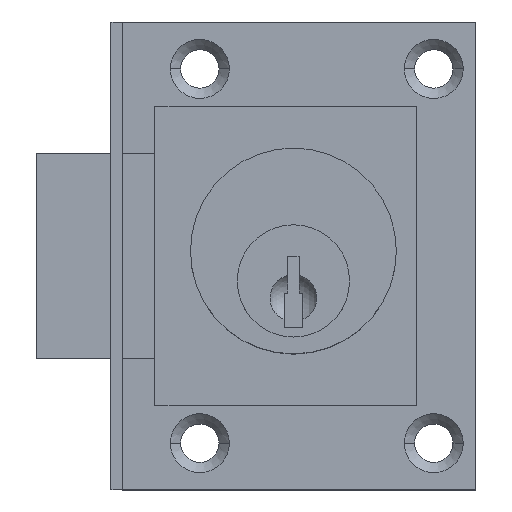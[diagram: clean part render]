
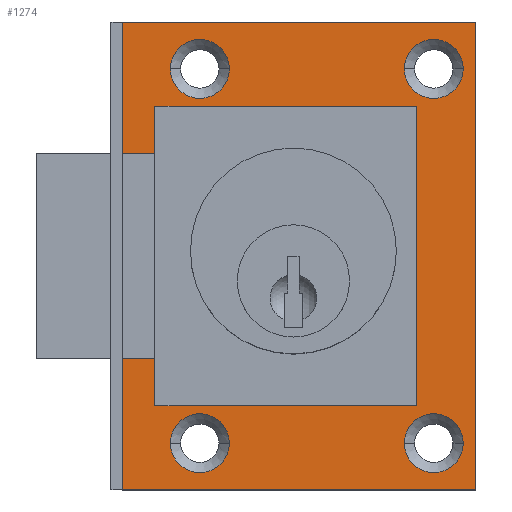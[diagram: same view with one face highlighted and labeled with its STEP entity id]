
A CAD part, top view. The second image highlights one B-rep face of the part: STEP entity #1274.
In plain terms, the highlighted planar face has unit normal (0, 0, 1).
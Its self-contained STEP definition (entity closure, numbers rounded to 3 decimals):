
#23 = AXIS2_PLACEMENT_3D ( 'NONE', #1174, #395, #485 ) ;
#50 = CARTESIAN_POINT ( 'NONE',  ( -17.5, 11., 1.2 ) ) ;
#75 = EDGE_CURVE ( 'NONE', #2086, #409, #255, .T. ) ;
#97 = EDGE_LOOP ( 'NONE', ( #2085, #567 ) ) ;
#109 = LINE ( 'NONE', #1971, #1311 ) ;
#110 = CARTESIAN_POINT ( 'NONE',  ( -19.5, -11., 1.2 ) ) ;
#182 = EDGE_CURVE ( 'NONE', #1099, #1687, #1851, .T. ) ;
#200 = ORIENTED_EDGE ( 'NONE', *, *, #1926, .T. ) ;
#216 = CARTESIAN_POINT ( 'NONE',  ( 19.5, -25., 1.2 ) ) ;
#254 = ORIENTED_EDGE ( 'NONE', *, *, #1171, .F. ) ;
#255 = LINE ( 'NONE', #1029, #2341 ) ;
#285 = VERTEX_POINT ( 'NONE', #1277 ) ;
#306 = ORIENTED_EDGE ( 'NONE', *, *, #2022, .T. ) ;
#308 = AXIS2_PLACEMENT_3D ( 'NONE', #1387, #1414, #1979 ) ;
#389 = LINE ( 'NONE', #2366, #1217 ) ;
#395 = DIRECTION ( 'NONE',  ( 0., 0., -1. ) ) ;
#409 = VERTEX_POINT ( 'NONE', #110 ) ;
#418 = CARTESIAN_POINT ( 'NONE',  ( -10., 20., 1.2 ) ) ;
#432 = LINE ( 'NONE', #619, #2358 ) ;
#440 = CARTESIAN_POINT ( 'NONE',  ( -6.85, 20., 1.2 ) ) ;
#457 = DIRECTION ( 'NONE',  ( 1., 0., 0. ) ) ;
#458 = FACE_OUTER_BOUND ( 'NONE', #722, .T. ) ;
#485 = DIRECTION ( 'NONE',  ( -1., 0., 0. ) ) ;
#502 = CARTESIAN_POINT ( 'NONE',  ( -18.3, 25., 1.2 ) ) ;
#553 = ORIENTED_EDGE ( 'NONE', *, *, #1000, .T. ) ;
#560 = ORIENTED_EDGE ( 'NONE', *, *, #2475, .F. ) ;
#567 = ORIENTED_EDGE ( 'NONE', *, *, #1237, .T. ) ;
#569 = CARTESIAN_POINT ( 'NONE',  ( -17.5, -11., 1.2 ) ) ;
#606 = VERTEX_POINT ( 'NONE', #2105 ) ;
#619 = CARTESIAN_POINT ( 'NONE',  ( 19.5, 25., 1.2 ) ) ;
#628 = ORIENTED_EDGE ( 'NONE', *, *, #2201, .F. ) ;
#629 = ORIENTED_EDGE ( 'NONE', *, *, #75, .T. ) ;
#648 = DIRECTION ( 'NONE',  ( -1., 0., 0. ) ) ;
#658 = VECTOR ( 'NONE', #1242, 1000. ) ;
#717 = AXIS2_PLACEMENT_3D ( 'NONE', #1886, #1098, #2481 ) ;
#722 = EDGE_LOOP ( 'NONE', ( #2364, #2030, #629, #628, #1131, #2279, #254, #560 ) ) ;
#723 = EDGE_CURVE ( 'NONE', #1900, #1510, #751, .T. ) ;
#751 = CIRCLE ( 'NONE', #1706, 3.15 ) ;
#807 = CARTESIAN_POINT ( 'NONE',  ( 11.85, -20., 1.2 ) ) ;
#810 = CARTESIAN_POINT ( 'NONE',  ( 15., -20., 1.2 ) ) ;
#831 = EDGE_CURVE ( 'NONE', #1227, #1482, #1129, .T. ) ;
#835 = CARTESIAN_POINT ( 'NONE',  ( -18.3, 25., 1.2 ) ) ;
#840 = FACE_BOUND ( 'NONE', #2300, .T. ) ;
#860 = VECTOR ( 'NONE', #648, 1000. ) ;
#977 = AXIS2_PLACEMENT_3D ( 'NONE', #1492, #1699, #1876 ) ;
#991 = EDGE_LOOP ( 'NONE', ( #1959, #553 ) ) ;
#1000 = EDGE_CURVE ( 'NONE', #1510, #1900, #1957, .T. ) ;
#1009 = CARTESIAN_POINT ( 'NONE',  ( -6.85, -20., 1.2 ) ) ;
#1015 = DIRECTION ( 'NONE',  ( 0., -1., 0. ) ) ;
#1029 = CARTESIAN_POINT ( 'NONE',  ( -19.5, -11., 1.2 ) ) ;
#1037 = CIRCLE ( 'NONE', #308, 3.15 ) ;
#1049 = ORIENTED_EDGE ( 'NONE', *, *, #831, .T. ) ;
#1059 = CIRCLE ( 'NONE', #717, 3.15 ) ;
#1083 = CIRCLE ( 'NONE', #2528, 3.15 ) ;
#1098 = DIRECTION ( 'NONE',  ( 0., 0., -1. ) ) ;
#1099 = VERTEX_POINT ( 'NONE', #2345 ) ;
#1104 = VERTEX_POINT ( 'NONE', #2127 ) ;
#1125 = CIRCLE ( 'NONE', #1440, 3.15 ) ;
#1126 = DIRECTION ( 'NONE',  ( -1., 0., 0. ) ) ;
#1129 = CIRCLE ( 'NONE', #1540, 3.15 ) ;
#1131 = ORIENTED_EDGE ( 'NONE', *, *, #182, .T. ) ;
#1155 = FACE_BOUND ( 'NONE', #1264, .T. ) ;
#1171 = EDGE_CURVE ( 'NONE', #285, #1176, #432, .T. ) ;
#1172 = VERTEX_POINT ( 'NONE', #440 ) ;
#1174 = CARTESIAN_POINT ( 'NONE',  ( -18.3, 25., 1.2 ) ) ;
#1175 = CARTESIAN_POINT ( 'NONE',  ( -13.15, 20., 1.2 ) ) ;
#1176 = VERTEX_POINT ( 'NONE', #216 ) ;
#1217 = VECTOR ( 'NONE', #457, 1000. ) ;
#1227 = VERTEX_POINT ( 'NONE', #1009 ) ;
#1228 = VERTEX_POINT ( 'NONE', #835 ) ;
#1237 = EDGE_CURVE ( 'NONE', #1104, #1629, #1037, .T. ) ;
#1242 = DIRECTION ( 'NONE',  ( 0., -1., 0. ) ) ;
#1243 = CARTESIAN_POINT ( 'NONE',  ( 18.15, -20., 1.2 ) ) ;
#1264 = EDGE_LOOP ( 'NONE', ( #2273, #306 ) ) ;
#1267 = CARTESIAN_POINT ( 'NONE',  ( -10., -20., 1.2 ) ) ;
#1271 = CARTESIAN_POINT ( 'NONE',  ( -10., -20., 1.2 ) ) ;
#1274 = ADVANCED_FACE ( 'NONE', ( #1834, #840, #2451, #1155, #458 ), #2168, .F. ) ;
#1277 = CARTESIAN_POINT ( 'NONE',  ( 19.5, 25., 1.2 ) ) ;
#1311 = VECTOR ( 'NONE', #1409, 1000. ) ;
#1316 = LINE ( 'NONE', #50, #860 ) ;
#1352 = DIRECTION ( 'NONE',  ( -1., 0., 0. ) ) ;
#1387 = CARTESIAN_POINT ( 'NONE',  ( 15., 20., 1.2 ) ) ;
#1406 = DIRECTION ( 'NONE',  ( 0., -1., 0. ) ) ;
#1409 = DIRECTION ( 'NONE',  ( 1., 0., 0. ) ) ;
#1414 = DIRECTION ( 'NONE',  ( 0., 0., -1. ) ) ;
#1440 = AXIS2_PLACEMENT_3D ( 'NONE', #1271, #1840, #2421 ) ;
#1464 = EDGE_CURVE ( 'NONE', #1228, #606, #1478, .T. ) ;
#1474 = DIRECTION ( 'NONE',  ( -1., 0., 0. ) ) ;
#1478 = LINE ( 'NONE', #2321, #1806 ) ;
#1482 = VERTEX_POINT ( 'NONE', #2552 ) ;
#1492 = CARTESIAN_POINT ( 'NONE',  ( -10., 20., 1.2 ) ) ;
#1498 = VECTOR ( 'NONE', #1352, 1000. ) ;
#1510 = VERTEX_POINT ( 'NONE', #807 ) ;
#1521 = DIRECTION ( 'NONE',  ( 0., 0., -1. ) ) ;
#1540 = AXIS2_PLACEMENT_3D ( 'NONE', #1267, #1521, #1126 ) ;
#1565 = VERTEX_POINT ( 'NONE', #1175 ) ;
#1586 = CARTESIAN_POINT ( 'NONE',  ( -18.3, -25., 1.2 ) ) ;
#1629 = VERTEX_POINT ( 'NONE', #1962 ) ;
#1687 = VERTEX_POINT ( 'NONE', #1586 ) ;
#1699 = DIRECTION ( 'NONE',  ( 0., 0., -1. ) ) ;
#1706 = AXIS2_PLACEMENT_3D ( 'NONE', #810, #2191, #1474 ) ;
#1745 = DIRECTION ( 'NONE',  ( 0., 0., -1. ) ) ;
#1755 = CARTESIAN_POINT ( 'NONE',  ( 15., -20., 1.2 ) ) ;
#1759 = DIRECTION ( 'NONE',  ( 0., 0., -1. ) ) ;
#1806 = VECTOR ( 'NONE', #2337, 1000. ) ;
#1831 = EDGE_CURVE ( 'NONE', #606, #2086, #1316, .T. ) ;
#1834 = FACE_BOUND ( 'NONE', #991, .T. ) ;
#1840 = DIRECTION ( 'NONE',  ( 0., 0., -1. ) ) ;
#1851 = LINE ( 'NONE', #502, #658 ) ;
#1876 = DIRECTION ( 'NONE',  ( -1., 0., 0. ) ) ;
#1886 = CARTESIAN_POINT ( 'NONE',  ( 15., 20., 1.2 ) ) ;
#1900 = VERTEX_POINT ( 'NONE', #1243 ) ;
#1926 = EDGE_CURVE ( 'NONE', #1482, #1227, #1125, .T. ) ;
#1957 = CIRCLE ( 'NONE', #2238, 3.15 ) ;
#1959 = ORIENTED_EDGE ( 'NONE', *, *, #723, .T. ) ;
#1962 = CARTESIAN_POINT ( 'NONE',  ( 18.15, 20., 1.2 ) ) ;
#1971 = CARTESIAN_POINT ( 'NONE',  ( -18.3, -25., 1.2 ) ) ;
#1979 = DIRECTION ( 'NONE',  ( -1., 0., 0. ) ) ;
#2012 = LINE ( 'NONE', #569, #1498 ) ;
#2022 = EDGE_CURVE ( 'NONE', #1565, #1172, #2038, .T. ) ;
#2030 = ORIENTED_EDGE ( 'NONE', *, *, #1831, .T. ) ;
#2032 = DIRECTION ( 'NONE',  ( -1., 0., 0. ) ) ;
#2038 = CIRCLE ( 'NONE', #977, 3.15 ) ;
#2085 = ORIENTED_EDGE ( 'NONE', *, *, #2155, .T. ) ;
#2086 = VERTEX_POINT ( 'NONE', #2461 ) ;
#2105 = CARTESIAN_POINT ( 'NONE',  ( -18.3, 11., 1.2 ) ) ;
#2127 = CARTESIAN_POINT ( 'NONE',  ( 11.85, 20., 1.2 ) ) ;
#2155 = EDGE_CURVE ( 'NONE', #1629, #1104, #1059, .T. ) ;
#2168 = PLANE ( 'NONE',  #23 ) ;
#2191 = DIRECTION ( 'NONE',  ( 0., 0., -1. ) ) ;
#2201 = EDGE_CURVE ( 'NONE', #1099, #409, #2012, .T. ) ;
#2238 = AXIS2_PLACEMENT_3D ( 'NONE', #1755, #1745, #2317 ) ;
#2273 = ORIENTED_EDGE ( 'NONE', *, *, #2388, .T. ) ;
#2279 = ORIENTED_EDGE ( 'NONE', *, *, #2342, .T. ) ;
#2300 = EDGE_LOOP ( 'NONE', ( #1049, #200 ) ) ;
#2317 = DIRECTION ( 'NONE',  ( -1., 0., 0. ) ) ;
#2321 = CARTESIAN_POINT ( 'NONE',  ( -18.3, 25., 1.2 ) ) ;
#2337 = DIRECTION ( 'NONE',  ( 0., -1., 0. ) ) ;
#2341 = VECTOR ( 'NONE', #1015, 1000. ) ;
#2342 = EDGE_CURVE ( 'NONE', #1687, #1176, #109, .T. ) ;
#2345 = CARTESIAN_POINT ( 'NONE',  ( -18.3, -11., 1.2 ) ) ;
#2358 = VECTOR ( 'NONE', #1406, 1000. ) ;
#2364 = ORIENTED_EDGE ( 'NONE', *, *, #1464, .T. ) ;
#2366 = CARTESIAN_POINT ( 'NONE',  ( -18.3, 25., 1.2 ) ) ;
#2388 = EDGE_CURVE ( 'NONE', #1172, #1565, #1083, .T. ) ;
#2421 = DIRECTION ( 'NONE',  ( -1., 0., 0. ) ) ;
#2451 = FACE_BOUND ( 'NONE', #97, .T. ) ;
#2461 = CARTESIAN_POINT ( 'NONE',  ( -19.5, 11., 1.2 ) ) ;
#2475 = EDGE_CURVE ( 'NONE', #1228, #285, #389, .T. ) ;
#2481 = DIRECTION ( 'NONE',  ( -1., 0., 0. ) ) ;
#2528 = AXIS2_PLACEMENT_3D ( 'NONE', #418, #1759, #2032 ) ;
#2552 = CARTESIAN_POINT ( 'NONE',  ( -13.15, -20., 1.2 ) ) ;
